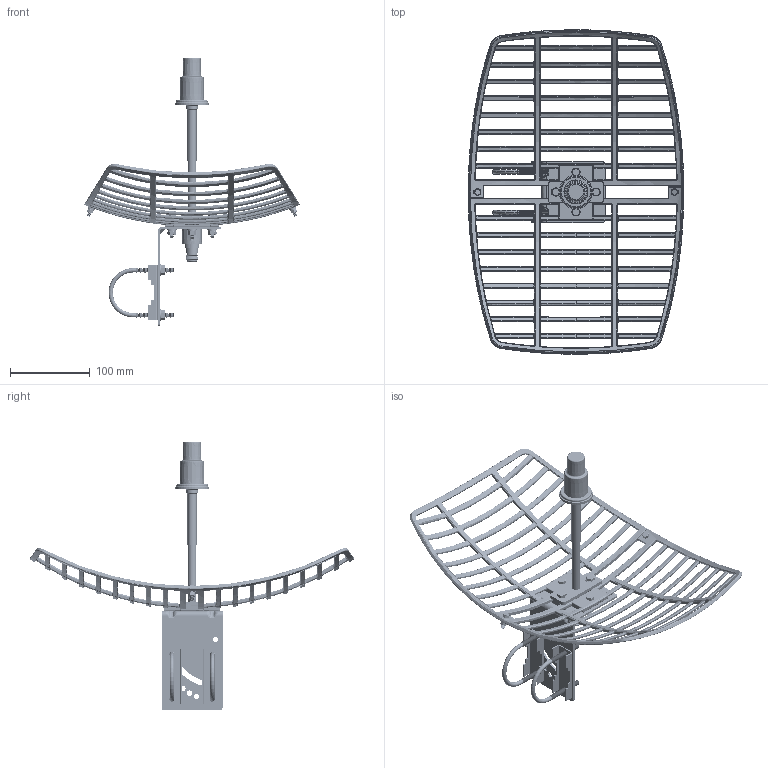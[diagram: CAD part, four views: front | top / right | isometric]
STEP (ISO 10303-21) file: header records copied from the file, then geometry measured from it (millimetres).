
FILE_DESCRIPTION (( 'STEP AP214' ), '1' );
FILE_NAME ('HG4958-27EG.STEP', '2013-04-17T15:47:05', ( 'x' ), ( '' ), 'SwSTEP 2.0', 'SolidWorks 2012', '' );
FILE_SCHEMA (( 'AUTOMOTIVE_DESIGN' ));
Length unit declared in the file: inch
Products named in the file (11): HGX-PMT07; HG5822G_Swivel-L-Bracket; HG5822G_Feed Horn; Grid-2_LockWasher; Grid-2_hexnut; Grid-2_FlatWasher; .25-20x1.0 Bolt-hex; M5_LockW_W_ and Hex; M5-0.8x15mm; HG5822G_Grid; HG4958-27EG
Assembly tree (25 placements, depth 2):
  HG4958-27EG
    HG5822G_Grid
    M5-0.8x15mm  x2
    M5_LockW_W_ and Hex  x2
    .25-20x1.0 Bolt-hex  x4
    Grid-2_FlatWasher  x4
    Grid-2_hexnut  x4
    Grid-2_LockWasher  x4
    HG5822G_Feed Horn
    HG5822G_Swivel-L-Bracket
    HGX-PMT07  x2
Bounding box: 269.62 x 405.85 x 336.36 mm (x, y, z)
Volume: 303972.4 mm3; surface area: 203906.8 mm2
Topology: 27 solids, 27 shells, 4228 faces, 9914 edges, 5660 vertices
Faces by surface type: cone 1384, bspline 1127, plane 650, torus 540, cylinder 481, sphere 46
Entity records: 190041 total; most frequent: CARTESIAN_POINT 113360, ORIENTED_EDGE 15296, DIRECTION 10094, EDGE_CURVE 7648, VERTEX_POINT 4444, AXIS2_PLACEMENT_3D 4100, B_SPLINE_CURVE_WITH_KNOTS 3362, EDGE_LOOP 3264
